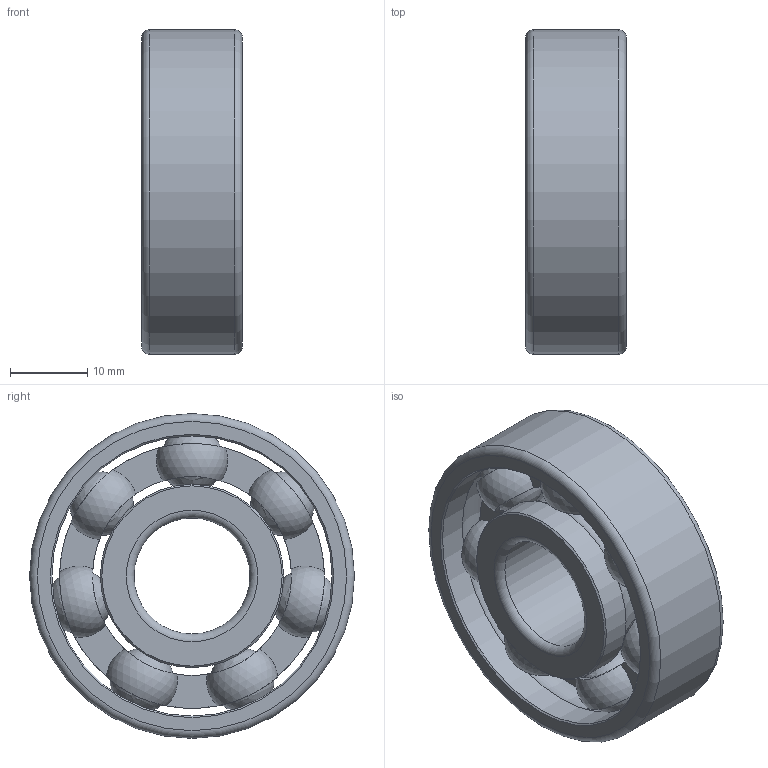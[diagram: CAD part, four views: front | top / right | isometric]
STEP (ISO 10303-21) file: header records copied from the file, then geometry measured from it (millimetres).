
FILE_DESCRIPTION(/* description */ (''),/* implementation_level */ '2;1');
FILE_NAME(/* name */ 'Ball Bearing.step',/* time_stamp */ '2022-05-27T16:41:36+05:00',/* author */ (''),/* organization */ (''),/* preprocessor_version */ 'ST-DEVELOPER v18.1',/* originating_system */ 'Autodesk Translation Framework v10.14.0.1471',/* authorisation */ '');
FILE_SCHEMA (('AUTOMOTIVE_DESIGN { 1 0 10303 214 3 1 1 }'));
Length unit declared in the file: millimetre
Products named in the file (1): Bearing
Bounding box: 13 x 42 x 42 mm (x, y, z)
Volume: 9883.8 mm3; surface area: 9866.5 mm2
Topology: 11 solids, 11 shells, 87 faces, 241 edges, 158 vertices
Faces by surface type: sphere 35, plane 32, cylinder 10, torus 6, cone 4
Full cylindrical faces by diameter (mm): 15 x1, 23.7 x2, 25.7 x2, 34.23 x2, 36.23 x2, 42 x1
Entity records: 3908 total; most frequent: CARTESIAN_POINT 1667, DIRECTION 492, ORIENTED_EDGE 454, AXIS2_PLACEMENT_3D 239, EDGE_CURVE 227, VERTEX_POINT 158, CIRCLE 151, EDGE_LOOP 91
